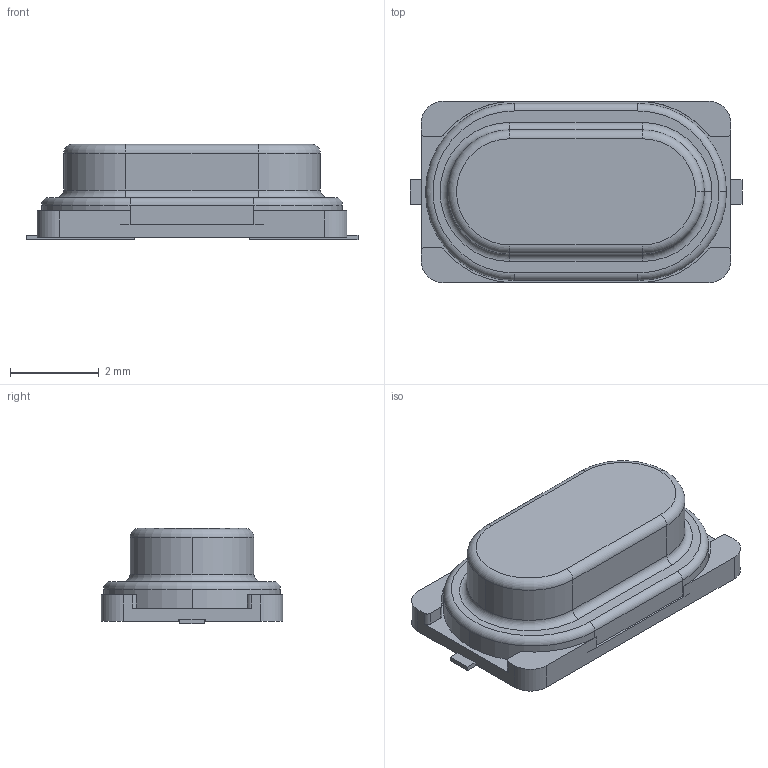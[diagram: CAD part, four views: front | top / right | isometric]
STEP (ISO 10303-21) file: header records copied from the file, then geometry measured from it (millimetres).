
FILE_DESCRIPTION (( 'STEP AP214' ), '1' );
FILE_NAME ('CRYSTAL-SMD_L7.0-W4.1-LS7.5.STEP', '2021-09-13T12:55:59', ( '' ), ( '' ), 'SwSTEP 2.0', 'SolidWorks 2018', '' );
FILE_SCHEMA (( 'AUTOMOTIVE_DESIGN' ));
Length unit declared in the file: millimetre
Products named in the file (1): CRYSTAL-SMD_L7.0-W4.1-LS7.5
Bounding box: 7.5 x 4.1 x 2.15 mm (x, y, z)
Volume: 41.1 mm3; surface area: 96.6 mm2
Topology: 1 solids, 1 shells, 136 faces, 359 edges, 234 vertices
Faces by surface type: plane 85, cylinder 28, bspline 14, torus 9
Entity records: 6396 total; most frequent: CARTESIAN_POINT 1528, ORIENTED_EDGE 718, DIRECTION 648, EDGE_CURVE 359, VECTOR 260, LINE 260, VERTEX_POINT 234, AXIS2_PLACEMENT_3D 194
